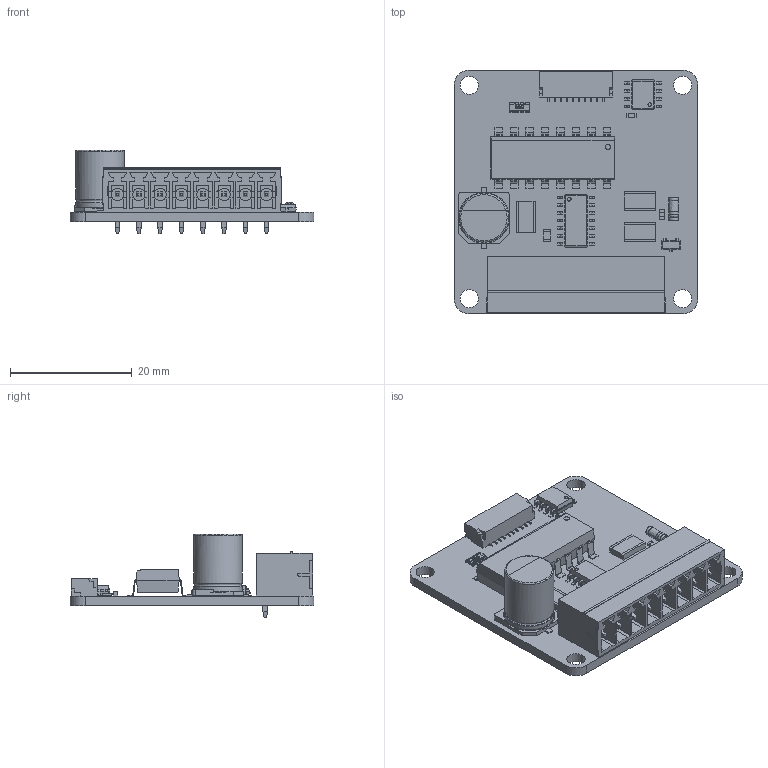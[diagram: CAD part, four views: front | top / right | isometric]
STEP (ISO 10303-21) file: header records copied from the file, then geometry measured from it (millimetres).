
FILE_DESCRIPTION(('FreeCAD Model'),'2;1');
FILE_NAME('industrial-do4.step','2017-07-31T11:28:56',('kicad StepUp'),('ksu MCAD'), 'Open CASCADE STEP processor 6.8','FreeCAD','Unknown');
FILE_SCHEMA(('AUTOMOTIVE_DESIGN_CC2 { 1 2 10303 214 -1 1 5 4 }'));
Length unit declared in the file: millimetre
Products named in the file (16): Pcb; soic_8_39x49_p127_; 8er_Phoenix_Buchse_; DIP-16_SMD_; SM10B-SRSS_; R_4x0603_; ASSEMBLY_; SOT23_; MiniMelf_; C_0603_; C_0805_; R_0603_; soic_14_39x87_p127_; R_4x1206_; R_4x1206_001; R_4x1206_002
Bounding box: 40 x 40 x 13.77 mm (x, y, z)
Volume: 4658.5 mm3; surface area: 8111.3 mm2
Topology: 21 solids, 24 shells, 2044 faces, 5507 edges, 3564 vertices
Faces by surface type: plane 1506, cylinder 311, bspline 222, torus 4, revolution 1
Full cylindrical faces by diameter (mm): 0.6 x2, 1.4 x8, 2 x8, 3 x4, 8 x2
Entity records: 78827 total; most frequent: CARTESIAN_POINT 14176, ORIENTED_EDGE 11006, DIRECTION 9415, EDGE_CURVE 5507, LINE 4468, VECTOR 4468, VERTEX_POINT 3564, AXIS2_PLACEMENT_3D 2473
